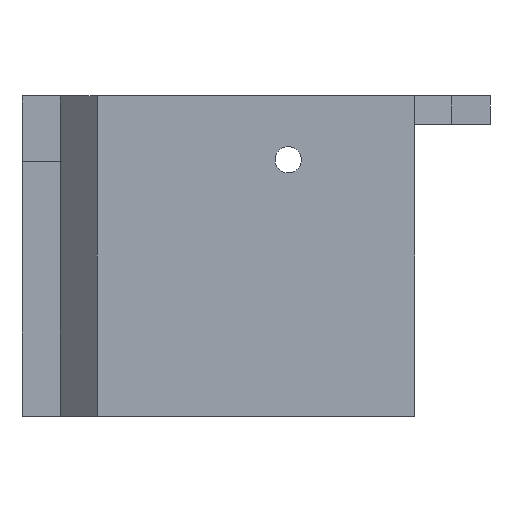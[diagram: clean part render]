
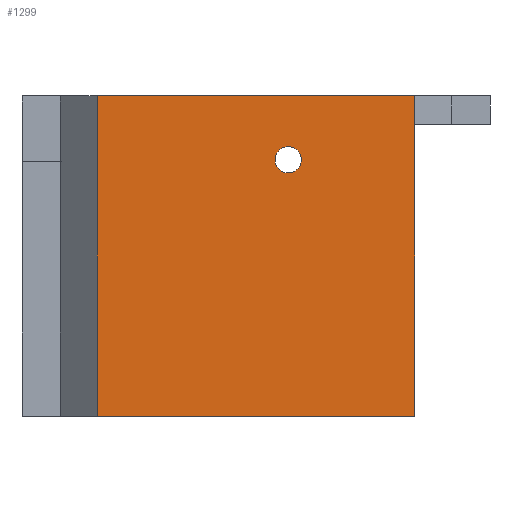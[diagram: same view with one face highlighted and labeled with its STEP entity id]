
A CAD part, front view. The second image highlights one B-rep face of the part: STEP entity #1299.
In plain terms, the highlighted planar face has unit normal (0, -1, 0).
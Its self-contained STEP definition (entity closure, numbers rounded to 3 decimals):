
#41=FACE_BOUND('',#245,.T.);
#88=PLANE('',#1420);
#153=FACE_OUTER_BOUND('',#244,.T.);
#244=EDGE_LOOP('',(#1210,#1211,#1212,#1213));
#245=EDGE_LOOP('',(#1214));
#296=LINE('',#1898,#438);
#304=LINE('',#1913,#446);
#335=LINE('',#1972,#477);
#388=LINE('',#2127,#530);
#438=VECTOR('',#1529,10.);
#446=VECTOR('',#1539,10.);
#477=VECTOR('',#1578,10.);
#530=VECTOR('',#1763,10.);
#540=CIRCLE('',#1337,1.4);
#580=VERTEX_POINT('',#1808);
#617=VERTEX_POINT('',#1895);
#618=VERTEX_POINT('',#1897);
#624=VERTEX_POINT('',#1911);
#645=VERTEX_POINT('',#1964);
#705=EDGE_CURVE('',#580,#580,#540,.T.);
#746=EDGE_CURVE('',#617,#618,#296,.T.);
#754=EDGE_CURVE('',#624,#617,#304,.T.);
#785=EDGE_CURVE('',#618,#645,#335,.T.);
#862=EDGE_CURVE('',#624,#645,#388,.T.);
#1210=ORIENTED_EDGE('',*,*,#785,.F.);
#1211=ORIENTED_EDGE('',*,*,#746,.F.);
#1212=ORIENTED_EDGE('',*,*,#754,.F.);
#1213=ORIENTED_EDGE('',*,*,#862,.T.);
#1214=ORIENTED_EDGE('',*,*,#705,.T.);
#1299=ADVANCED_FACE('',(#153,#41),#88,.T.);
#1337=AXIS2_PLACEMENT_3D('',#1810,#1467,#1468);
#1420=AXIS2_PLACEMENT_3D('',#2128,#1764,#1765);
#1467=DIRECTION('center_axis',(0.,1.,0.));
#1468=DIRECTION('ref_axis',(1.,0.,0.));
#1529=DIRECTION('',(0.,0.,-1.));
#1539=DIRECTION('',(1.,0.,0.));
#1578=DIRECTION('',(-1.,0.,0.));
#1763=DIRECTION('',(0.,0.,-1.));
#1764=DIRECTION('center_axis',(0.,-1.,0.));
#1765=DIRECTION('ref_axis',(-1.,0.,0.));
#1808=CARTESIAN_POINT('',(2.03,-24.85,0.));
#1810=CARTESIAN_POINT('Origin',(3.43,-24.85,0.));
#1895=CARTESIAN_POINT('',(16.87,-24.85,6.773));
#1897=CARTESIAN_POINT('',(16.87,-24.85,-27.227));
#1898=CARTESIAN_POINT('',(16.87,-24.85,6.773));
#1911=CARTESIAN_POINT('',(-16.87,-24.85,6.773));
#1913=CARTESIAN_POINT('',(-16.87,-24.85,6.773));
#1964=CARTESIAN_POINT('',(-16.87,-24.85,-27.227));
#1972=CARTESIAN_POINT('',(9.857,-24.85,-27.227));
#2127=CARTESIAN_POINT('',(-16.87,-24.85,6.773));
#2128=CARTESIAN_POINT('Origin',(16.87,-24.85,6.773));
